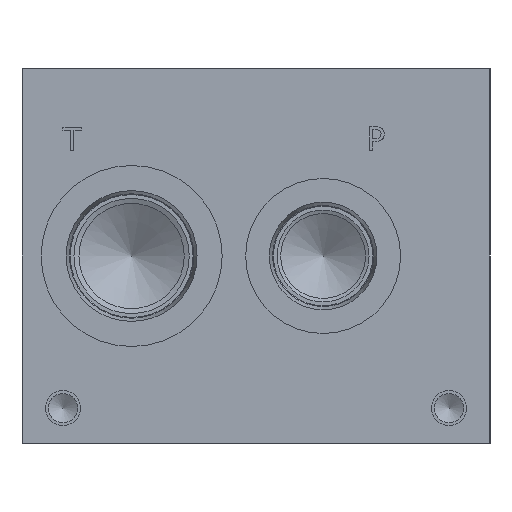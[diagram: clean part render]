
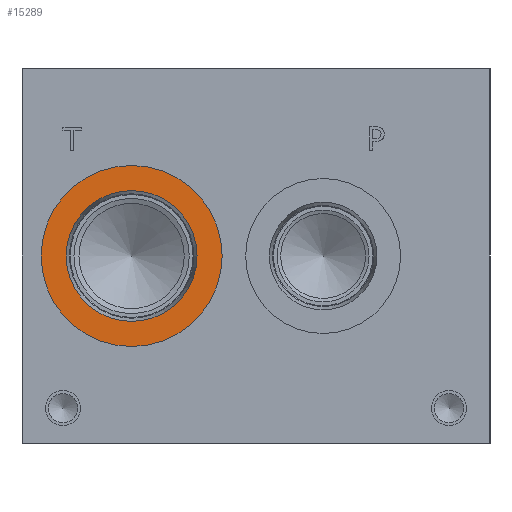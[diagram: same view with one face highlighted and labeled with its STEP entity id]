
A CAD part, left-side view. The second image highlights one B-rep face of the part: STEP entity #15289.
In plain terms, the highlighted planar face has unit normal (-1, 0, 0).
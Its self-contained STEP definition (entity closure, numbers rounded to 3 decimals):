
#312=CIRCLE('',#16014,24.562);
#313=CIRCLE('',#16015,24.562);
#314=CIRCLE('',#16017,17.755);
#315=CIRCLE('',#16018,17.755);
#675=FACE_BOUND('',#2841,.T.);
#1963=FACE_OUTER_BOUND('',#2840,.T.);
#2840=EDGE_LOOP('',(#12794,#12795));
#2841=EDGE_LOOP('',(#12796,#12797));
#6927=VERTEX_POINT('',#25968);
#6928=VERTEX_POINT('',#25970);
#6929=VERTEX_POINT('',#25974);
#6930=VERTEX_POINT('',#25975);
#8969=EDGE_CURVE('',#6927,#6928,#312,.T.);
#8970=EDGE_CURVE('',#6928,#6927,#313,.T.);
#8971=EDGE_CURVE('',#6929,#6930,#314,.T.);
#8972=EDGE_CURVE('',#6930,#6929,#315,.T.);
#12794=ORIENTED_EDGE('',*,*,#8970,.F.);
#12795=ORIENTED_EDGE('',*,*,#8969,.F.);
#12796=ORIENTED_EDGE('',*,*,#8971,.T.);
#12797=ORIENTED_EDGE('',*,*,#8972,.T.);
#14077=PLANE('',#16016);
#15289=ADVANCED_FACE('',(#1963,#675),#14077,.F.);
#16014=AXIS2_PLACEMENT_3D('',#25971,#18749,#18750);
#16015=AXIS2_PLACEMENT_3D('',#25972,#18751,#18752);
#16016=AXIS2_PLACEMENT_3D('',#25973,#18753,#18754);
#16017=AXIS2_PLACEMENT_3D('',#25976,#18755,#18756);
#16018=AXIS2_PLACEMENT_3D('',#25977,#18757,#18758);
#18749=DIRECTION('center_axis',(1.,0.,0.));
#18750=DIRECTION('ref_axis',(0.,0.,-1.));
#18751=DIRECTION('center_axis',(1.,0.,0.));
#18752=DIRECTION('ref_axis',(0.,0.,-1.));
#18753=DIRECTION('center_axis',(1.,0.,0.));
#18754=DIRECTION('ref_axis',(0.,0.,-1.));
#18755=DIRECTION('center_axis',(1.,0.,0.));
#18756=DIRECTION('ref_axis',(0.,0.,-1.));
#18757=DIRECTION('center_axis',(1.,0.,0.));
#18758=DIRECTION('ref_axis',(0.,0.,-1.));
#25968=CARTESIAN_POINT('',(0.787,97.257,26.238));
#25970=CARTESIAN_POINT('',(0.787,97.257,75.362));
#25971=CARTESIAN_POINT('Origin',(0.787,97.257,50.8));
#25972=CARTESIAN_POINT('Origin',(0.787,97.257,50.8));
#25973=CARTESIAN_POINT('Origin',(0.787,97.257,68.555));
#25974=CARTESIAN_POINT('',(0.787,97.257,68.555));
#25975=CARTESIAN_POINT('',(0.787,97.257,33.045));
#25976=CARTESIAN_POINT('Origin',(0.787,97.257,50.8));
#25977=CARTESIAN_POINT('Origin',(0.787,97.257,50.8));
